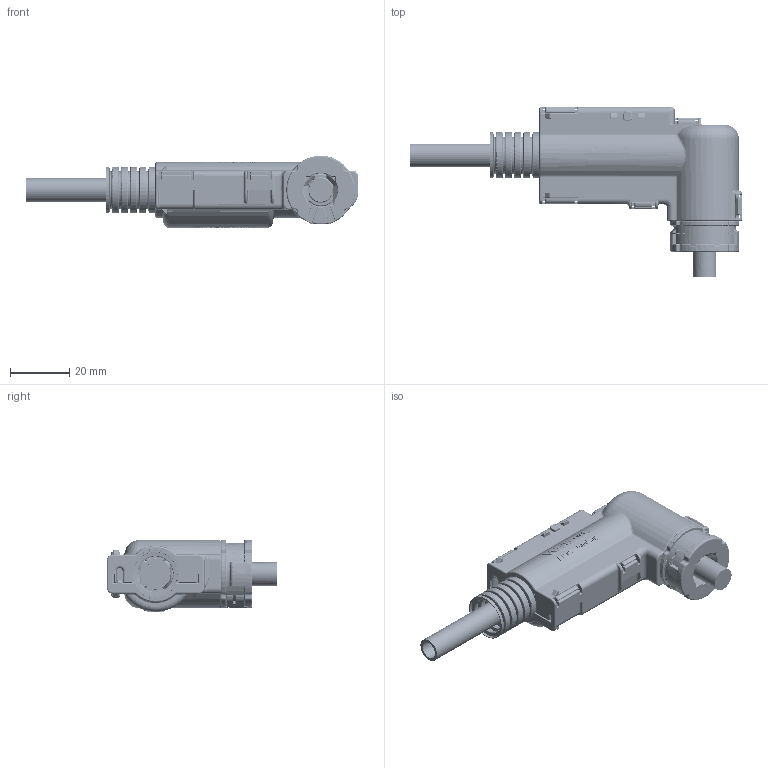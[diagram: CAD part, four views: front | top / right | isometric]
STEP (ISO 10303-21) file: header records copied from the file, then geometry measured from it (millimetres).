
FILE_DESCRIPTION(('CATIA V5 STEP','CAx-IF Rec.Pracs.--- Model Styling and Organization---1.4--- 2014-01-23'),'2;1');
FILE_NAME('Download-SV241N_90GRAD_WKU_5-16_Zoll_ 8x1_heated.stp','2019-07-24T08:43:30+00:00',('none'),('none'),'CATIA Version 5-6 Release 2016 SP3 HF59','CATIA V5 STEP AP214 Edition 3','none');
FILE_SCHEMA(('AUTOMOTIVE_DESIGN { 1 0 10303 214 3 1 1 1 }'));
Length unit declared in the file: millimetre
Products named in the file (1): Download-SV241N_90GRAD_WKU_5-16_Zoll_ 8x1_heated
Bounding box: 112.23 x 57.58 x 24.53 mm (x, y, z)
Volume: 23123.2 mm3; surface area: 36016.3 mm2
Topology: 7 solids, 7 shells, 7301 faces, 18446 edges, 10775 vertices
Faces by surface type: plane 2274, cylinder 1931, bspline 1272, torus 1222, sphere 355, cone 209, extrusion 38
Entity records: 283599 total; most frequent: CARTESIAN_POINT 125925, ORIENTED_EDGE 35940, DIRECTION 22100, EDGE_CURVE 17970, VERTEX_POINT 10772, AXIS2_PLACEMENT_3D 10602, EDGE_LOOP 7408, ADVANCED_FACE 7300
